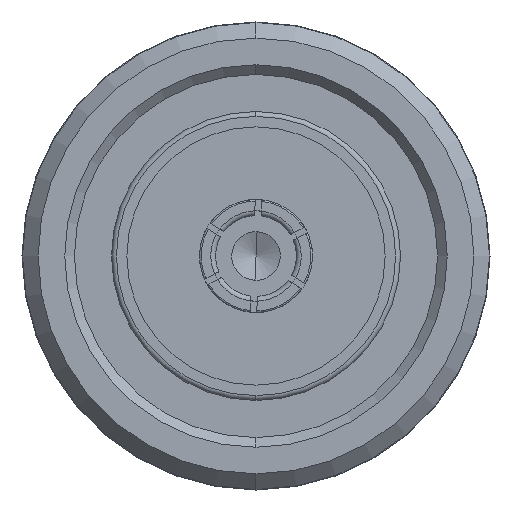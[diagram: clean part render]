
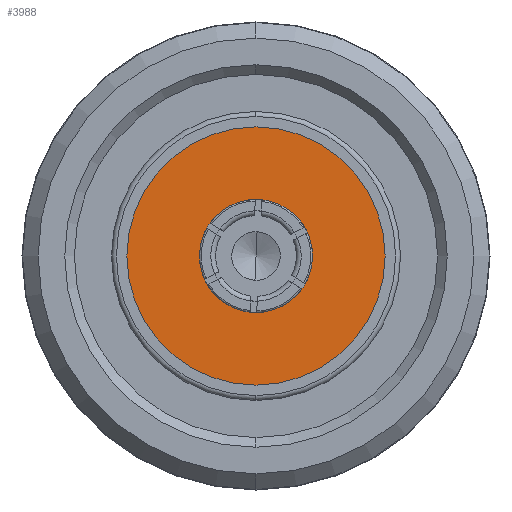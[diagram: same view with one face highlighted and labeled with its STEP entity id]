
A CAD part, left-side view. The second image highlights one B-rep face of the part: STEP entity #3988.
In plain terms, the highlighted planar face has unit normal (-1, 0, 0).
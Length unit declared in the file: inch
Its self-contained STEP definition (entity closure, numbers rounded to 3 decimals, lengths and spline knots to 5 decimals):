
#46 = EDGE_LOOP ( 'NONE', ( #1985, #5218 ) ) ;
#55 = AXIS2_PLACEMENT_3D ( 'NONE', #1464, #3591, #3113 ) ;
#193 = ORIENTED_EDGE ( 'NONE', *, *, #4653, .T. ) ;
#401 = AXIS2_PLACEMENT_3D ( 'NONE', #2066, #1225, #435 ) ;
#435 = DIRECTION ( 'NONE',  ( 0., 0., -1. ) ) ;
#660 = AXIS2_PLACEMENT_3D ( 'NONE', #2684, #4743, #1356 ) ;
#921 = CIRCLE ( 'NONE', #401, 0.1378 ) ;
#1225 = DIRECTION ( 'NONE',  ( -1., 0., 0. ) ) ;
#1356 = DIRECTION ( 'NONE',  ( 0., 0., -1. ) ) ;
#1464 = CARTESIAN_POINT ( 'NONE',  ( 0.4422, 0., 0. ) ) ;
#1513 = FACE_BOUND ( 'NONE', #46, .T. ) ;
#1561 = VERTEX_POINT ( 'NONE', #3138 ) ;
#1968 = CARTESIAN_POINT ( 'NONE',  ( 0.4422, 0., 0. ) ) ;
#1985 = ORIENTED_EDGE ( 'NONE', *, *, #3380, .F. ) ;
#1988 = CARTESIAN_POINT ( 'NONE',  ( 0.4422, -0.00612, 0.13766 ) ) ;
#2032 = CARTESIAN_POINT ( 'NONE',  ( 0.4422, 0., -0.31496 ) ) ;
#2066 = CARTESIAN_POINT ( 'NONE',  ( 0.4422, 0., 0. ) ) ;
#2144 = EDGE_CURVE ( 'NONE', #1561, #2180, #3000, .T. ) ;
#2180 = VERTEX_POINT ( 'NONE', #2032 ) ;
#2684 = CARTESIAN_POINT ( 'NONE',  ( 0.4422, 0., 0. ) ) ;
#2794 = DIRECTION ( 'NONE',  ( 0., 0., -1. ) ) ;
#3000 = CIRCLE ( 'NONE', #660, 0.31496 ) ;
#3018 = CARTESIAN_POINT ( 'NONE',  ( 0.4422, 0.00612, -0.13766 ) ) ;
#3113 = DIRECTION ( 'NONE',  ( 0., 1., 0. ) ) ;
#3138 = CARTESIAN_POINT ( 'NONE',  ( 0.4422, 0., 0.31496 ) ) ;
#3255 = VERTEX_POINT ( 'NONE', #1988 ) ;
#3380 = EDGE_CURVE ( 'NONE', #3255, #4453, #921, .T. ) ;
#3591 = DIRECTION ( 'NONE',  ( 1., 0., 0. ) ) ;
#3614 = DIRECTION ( 'NONE',  ( -1., 0., 0. ) ) ;
#3640 = DIRECTION ( 'NONE',  ( 0., 0., -1. ) ) ;
#3917 = CIRCLE ( 'NONE', #4621, 0.1378 ) ;
#3988 = ADVANCED_FACE ( 'NONE', ( #1513, #3997 ), #5163, .F. ) ;
#3997 = FACE_OUTER_BOUND ( 'NONE', #5331, .T. ) ;
#4054 = ORIENTED_EDGE ( 'NONE', *, *, #2144, .T. ) ;
#4451 = DIRECTION ( 'NONE',  ( -1., 0., 0. ) ) ;
#4453 = VERTEX_POINT ( 'NONE', #3018 ) ;
#4621 = AXIS2_PLACEMENT_3D ( 'NONE', #1968, #3614, #3640 ) ;
#4653 = EDGE_CURVE ( 'NONE', #2180, #1561, #5122, .T. ) ;
#4743 = DIRECTION ( 'NONE',  ( -1., 0., 0. ) ) ;
#5122 = CIRCLE ( 'NONE', #5216, 0.31496 ) ;
#5132 = EDGE_CURVE ( 'NONE', #4453, #3255, #3917, .T. ) ;
#5163 = PLANE ( 'NONE',  #55 ) ;
#5216 = AXIS2_PLACEMENT_3D ( 'NONE', #5277, #4451, #2794 ) ;
#5218 = ORIENTED_EDGE ( 'NONE', *, *, #5132, .F. ) ;
#5277 = CARTESIAN_POINT ( 'NONE',  ( 0.4422, 0., 0. ) ) ;
#5331 = EDGE_LOOP ( 'NONE', ( #4054, #193 ) ) ;
